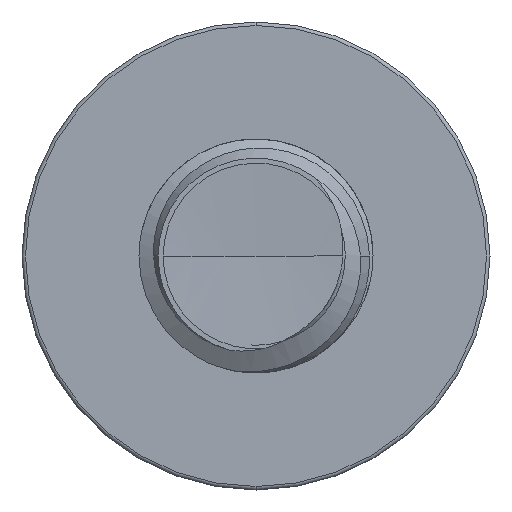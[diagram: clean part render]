
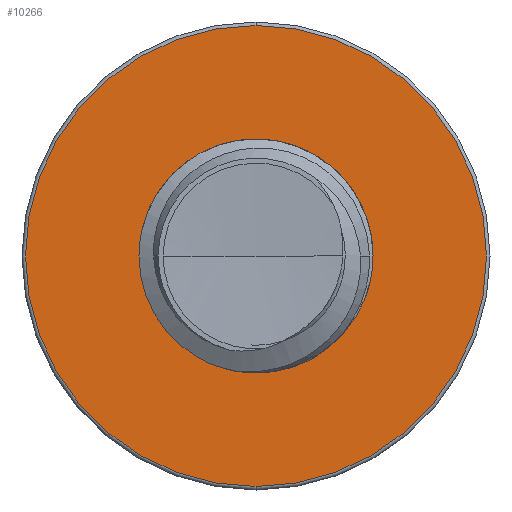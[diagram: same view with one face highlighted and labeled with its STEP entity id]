
A CAD part, front view. The second image highlights one B-rep face of the part: STEP entity #10266.
In plain terms, the highlighted planar face has unit normal (0, -1, 0).
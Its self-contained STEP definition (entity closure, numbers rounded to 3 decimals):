
#249 = DIRECTION ( 'NONE',  ( 0., 0., -1. ) ) ;
#398 = CIRCLE ( 'NONE', #13727, 1.576 ) ;
#1065 = CARTESIAN_POINT ( 'NONE',  ( 0., 2., 1.576 ) ) ;
#1199 = CARTESIAN_POINT ( 'NONE',  ( 0., 2., 0. ) ) ;
#1865 = CIRCLE ( 'NONE', #10993, 1.576 ) ;
#2045 = ORIENTED_EDGE ( 'NONE', *, *, #10457, .F. ) ;
#2057 = VERTEX_POINT ( 'NONE', #1065 ) ;
#2271 = EDGE_CURVE ( 'NONE', #2057, #10883, #398, .T. ) ;
#2309 = CARTESIAN_POINT ( 'NONE',  ( 0., 2., 0. ) ) ;
#3061 = EDGE_LOOP ( 'NONE', ( #10543, #2045 ) ) ;
#3348 = AXIS2_PLACEMENT_3D ( 'NONE', #13543, #5514, #13124 ) ;
#3454 = DIRECTION ( 'NONE',  ( 0., 0., -1. ) ) ;
#3563 = CARTESIAN_POINT ( 'NONE',  ( 0., 2., 0.786 ) ) ;
#3719 = DIRECTION ( 'NONE',  ( 0., -1., 0. ) ) ;
#4022 = CARTESIAN_POINT ( 'NONE',  ( 0., 2., -1.576 ) ) ;
#4303 = EDGE_LOOP ( 'NONE', ( #4683, #7636 ) ) ;
#4683 = ORIENTED_EDGE ( 'NONE', *, *, #6239, .T. ) ;
#5514 = DIRECTION ( 'NONE',  ( 0., -1., 0. ) ) ;
#5622 = AXIS2_PLACEMENT_3D ( 'NONE', #13360, #6868, #249 ) ;
#6239 = EDGE_CURVE ( 'NONE', #10883, #2057, #1865, .T. ) ;
#6868 = DIRECTION ( 'NONE',  ( 0., -1., 0. ) ) ;
#7636 = ORIENTED_EDGE ( 'NONE', *, *, #2271, .T. ) ;
#7939 = CIRCLE ( 'NONE', #5622, 0.786 ) ;
#7992 = EDGE_CURVE ( 'NONE', #10384, #12191, #13187, .T. ) ;
#8165 = PLANE ( 'NONE',  #3348 ) ;
#8286 = FACE_BOUND ( 'NONE', #3061, .T. ) ;
#10088 = DIRECTION ( 'NONE',  ( 0., -1., 0. ) ) ;
#10266 = ADVANCED_FACE ( 'NONE', ( #11169, #8286 ), #8165, .T. ) ;
#10343 = CARTESIAN_POINT ( 'NONE',  ( 0., 2., 0. ) ) ;
#10384 = VERTEX_POINT ( 'NONE', #13220 ) ;
#10457 = EDGE_CURVE ( 'NONE', #12191, #10384, #7939, .T. ) ;
#10543 = ORIENTED_EDGE ( 'NONE', *, *, #7992, .F. ) ;
#10883 = VERTEX_POINT ( 'NONE', #4022 ) ;
#10993 = AXIS2_PLACEMENT_3D ( 'NONE', #2309, #10088, #3454 ) ;
#11169 = FACE_OUTER_BOUND ( 'NONE', #4303, .T. ) ;
#11423 = DIRECTION ( 'NONE',  ( 0., 0., -1. ) ) ;
#12082 = DIRECTION ( 'NONE',  ( 0., -1., 0. ) ) ;
#12191 = VERTEX_POINT ( 'NONE', #3563 ) ;
#13124 = DIRECTION ( 'NONE',  ( 0., 0., -1. ) ) ;
#13187 = CIRCLE ( 'NONE', #13794, 0.786 ) ;
#13220 = CARTESIAN_POINT ( 'NONE',  ( 0., 2., -0.786 ) ) ;
#13303 = DIRECTION ( 'NONE',  ( 0., 0., -1. ) ) ;
#13360 = CARTESIAN_POINT ( 'NONE',  ( 0., 2., 0. ) ) ;
#13543 = CARTESIAN_POINT ( 'NONE',  ( 0., 2., 0.786 ) ) ;
#13727 = AXIS2_PLACEMENT_3D ( 'NONE', #1199, #12082, #13303 ) ;
#13794 = AXIS2_PLACEMENT_3D ( 'NONE', #10343, #3719, #11423 ) ;
